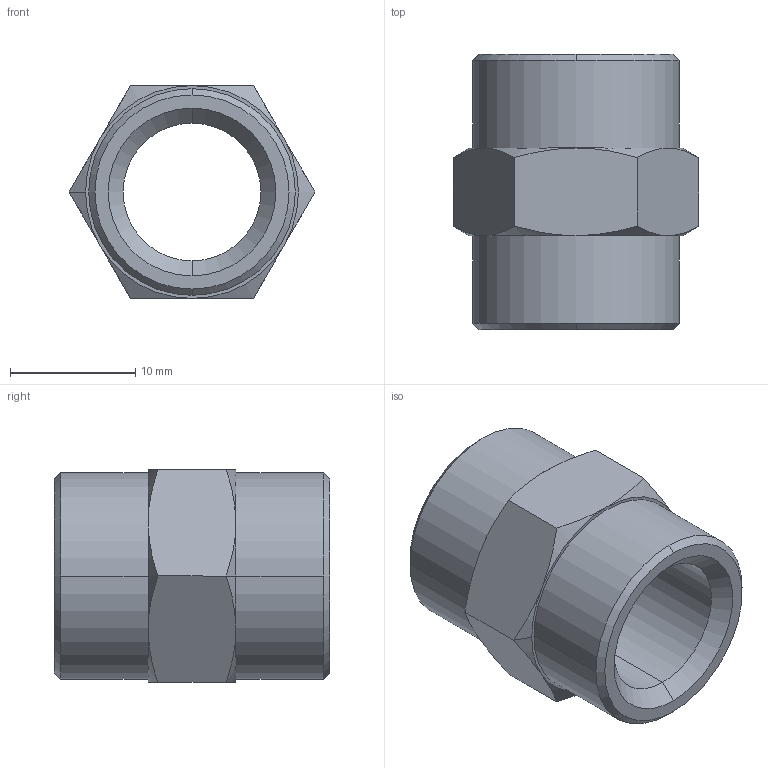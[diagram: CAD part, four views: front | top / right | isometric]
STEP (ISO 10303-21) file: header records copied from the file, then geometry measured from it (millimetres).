
FILE_DESCRIPTION (( 'STEP AP214' ), '1' );
FILE_NAME ('DRF.FF0202_IC.STEP', '2018-09-03T09:20:25', ( '' ), ( '' ), 'SwSTEP 2.0', 'SolidWorks 2018', '' );
FILE_SCHEMA (( 'AUTOMOTIVE_DESIGN' ));
Length unit declared in the file: millimetre
Products named in the file (1): DRF.FF0202_IC
Bounding box: 19.63 x 22 x 17 mm (x, y, z)
Volume: 2791.8 mm3; surface area: 2161.2 mm2
Topology: 1 solids, 1 shells, 37 faces, 82 edges, 49 vertices
Faces by surface type: cone 21, plane 10, cylinder 6
Entity records: 1317 total; most frequent: CARTESIAN_POINT 457, DIRECTION 171, ORIENTED_EDGE 164, EDGE_CURVE 82, AXIS2_PLACEMENT_3D 75, VERTEX_POINT 49, EDGE_LOOP 41, ADVANCED_FACE 37
